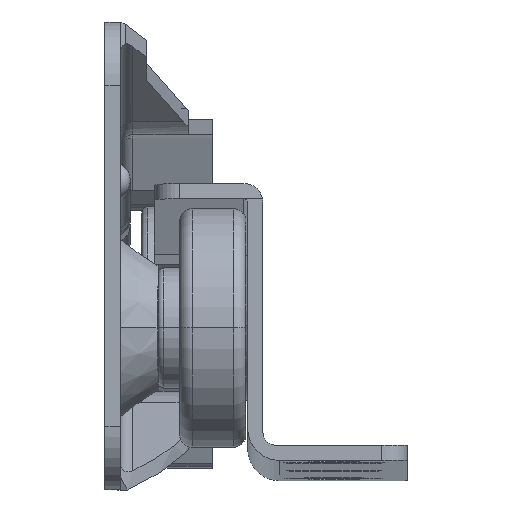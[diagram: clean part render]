
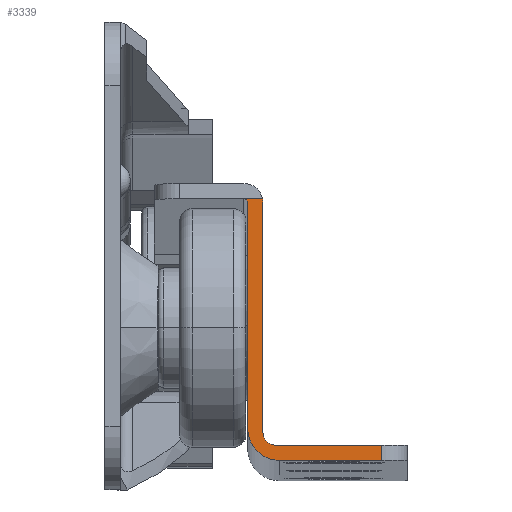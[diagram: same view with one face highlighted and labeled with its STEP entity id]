
A CAD part, top view. The second image highlights one B-rep face of the part: STEP entity #3339.
In plain terms, the highlighted face is planar.
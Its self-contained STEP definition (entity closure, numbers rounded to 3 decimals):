
#149 = EDGE_LOOP ( 'NONE', ( #3952, #11142, #5059, #427, #2971, #3466, #8722, #3411, #7463, #9126 ) ) ;
#427 = ORIENTED_EDGE ( 'NONE', *, *, #4854, .T. ) ;
#435 = CARTESIAN_POINT ( 'NONE',  ( 0., 19.197, 0. ) ) ;
#642 = CARTESIAN_POINT ( 'NONE',  ( 0., 19.298, 0. ) ) ;
#660 = VERTEX_POINT ( 'NONE', #7909 ) ;
#1055 = CARTESIAN_POINT ( 'NONE',  ( -1.2, 1.3, 0. ) ) ;
#1087 = VECTOR ( 'NONE', #11079, 1000. ) ;
#1145 = EDGE_CURVE ( 'NONE', #2001, #6902, #5062, .T. ) ;
#1168 = DIRECTION ( 'NONE',  ( 0., 1., 0. ) ) ;
#1324 = CARTESIAN_POINT ( 'NONE',  ( -1.5, 19.497, 0. ) ) ;
#1380 = CARTESIAN_POINT ( 'NONE',  ( 0., 1., 0. ) ) ;
#1493 = LINE ( 'NONE', #9153, #2340 ) ;
#1636 = CARTESIAN_POINT ( 'NONE',  ( -0.03, 19.497, 0. ) ) ;
#1818 = LINE ( 'NONE', #5572, #2298 ) ;
#1867 = VERTEX_POINT ( 'NONE', #1380 ) ;
#1906 = CARTESIAN_POINT ( 'NONE',  ( -1.2, 19.197, 0. ) ) ;
#2001 = VERTEX_POINT ( 'NONE', #7181 ) ;
#2298 = VECTOR ( 'NONE', #7955, 1000. ) ;
#2340 = VECTOR ( 'NONE', #8229, 1000. ) ;
#2520 = LINE ( 'NONE', #9182, #5056 ) ;
#2546 = DIRECTION ( 'NONE',  ( 0., 0., 1. ) ) ;
#2632 = LINE ( 'NONE', #11065, #8485 ) ;
#2683 = VERTEX_POINT ( 'NONE', #3069 ) ;
#2971 = ORIENTED_EDGE ( 'NONE', *, *, #5237, .T. ) ;
#3010 = EDGE_CURVE ( 'NONE', #6902, #3231, #2632, .T. ) ;
#3069 = CARTESIAN_POINT ( 'NONE',  ( -1.2, 19.197, 0. ) ) ;
#3231 = VERTEX_POINT ( 'NONE', #10876 ) ;
#3339 = ADVANCED_FACE ( 'NONE', ( #8436 ), #4528, .T. ) ;
#3411 = ORIENTED_EDGE ( 'NONE', *, *, #10327, .F. ) ;
#3428 = EDGE_CURVE ( 'NONE', #7910, #7654, #8378, .T. ) ;
#3466 = ORIENTED_EDGE ( 'NONE', *, *, #3428, .T. ) ;
#3834 = CIRCLE ( 'NONE', #10592, 1. ) ;
#3952 = ORIENTED_EDGE ( 'NONE', *, *, #5605, .T. ) ;
#4408 = CARTESIAN_POINT ( 'NONE',  ( -0.01, 19.398, 0. ) ) ;
#4473 = DIRECTION ( 'NONE',  ( 1., 0., 0. ) ) ;
#4528 = PLANE ( 'NONE',  #10895 ) ;
#4854 = EDGE_CURVE ( 'NONE', #3231, #1867, #3834, .T. ) ;
#5056 = VECTOR ( 'NONE', #7957, 1000. ) ;
#5059 = ORIENTED_EDGE ( 'NONE', *, *, #3010, .T. ) ;
#5062 = LINE ( 'NONE', #8840, #8220 ) ;
#5237 = EDGE_CURVE ( 'NONE', #1867, #7910, #8969, .T. ) ;
#5572 = CARTESIAN_POINT ( 'NONE',  ( 0., 19.497, 0. ) ) ;
#5605 = EDGE_CURVE ( 'NONE', #660, #2001, #2520, .T. ) ;
#5620 = CARTESIAN_POINT ( 'NONE',  ( -0.03, 19.497, 0. ) ) ;
#5883 = CIRCLE ( 'NONE', #8457, 2.5 ) ;
#6158 = VERTEX_POINT ( 'NONE', #1055 ) ;
#6665 = CARTESIAN_POINT ( 'NONE',  ( -1.2, 19.373, 0. ) ) ;
#6902 = VERTEX_POINT ( 'NONE', #8621 ) ;
#7123 = DIRECTION ( 'NONE',  ( 1., 0., 0. ) ) ;
#7181 = CARTESIAN_POINT ( 'NONE',  ( 9.4, -1.2, 0. ) ) ;
#7370 = VERTEX_POINT ( 'NONE', #1324 ) ;
#7463 = ORIENTED_EDGE ( 'NONE', *, *, #8798, .T. ) ;
#7654 = VERTEX_POINT ( 'NONE', #5620 ) ;
#7909 = CARTESIAN_POINT ( 'NONE',  ( 1.3, -1.2, 0. ) ) ;
#7910 = VERTEX_POINT ( 'NONE', #435 ) ;
#7955 = DIRECTION ( 'NONE',  ( 1., 0., 0. ) ) ;
#7957 = DIRECTION ( 'NONE',  ( 1., 0., 0. ) ) ;
#7986 =( BOUNDED_CURVE ( )  B_SPLINE_CURVE ( 3, ( #1906, #6665, #11371, #9333 ),
 .UNSPECIFIED., .F., .T. ) 
 B_SPLINE_CURVE_WITH_KNOTS ( ( 4, 4 ),
 ( 4.712, 6.283 ),
 .UNSPECIFIED. ) 
 CURVE ( )  GEOMETRIC_REPRESENTATION_ITEM ( )  RATIONAL_B_SPLINE_CURVE ( ( 1., 0.805, 0.805, 1. ) ) 
 REPRESENTATION_ITEM ( '' )  );
#8220 = VECTOR ( 'NONE', #1168, 1000. ) ;
#8229 = DIRECTION ( 'NONE',  ( 0., -1., 0. ) ) ;
#8378 =( BOUNDED_CURVE ( )  B_SPLINE_CURVE ( 3, ( #9122, #642, #4408, #1636 ),
 .UNSPECIFIED., .F., .T. ) 
 B_SPLINE_CURVE_WITH_KNOTS ( ( 4, 4 ),
 ( 1.571, 1.772 ),
 .UNSPECIFIED. ) 
 CURVE ( )  GEOMETRIC_REPRESENTATION_ITEM ( )  RATIONAL_B_SPLINE_CURVE ( ( 1., 0.997, 0.997, 1. ) ) 
 REPRESENTATION_ITEM ( '' )  );
#8436 = FACE_OUTER_BOUND ( 'NONE', #149, .T. ) ;
#8457 = AXIS2_PLACEMENT_3D ( 'NONE', #11034, #2546, #8977 ) ;
#8485 = VECTOR ( 'NONE', #9436, 1000. ) ;
#8621 = CARTESIAN_POINT ( 'NONE',  ( 9.4, 0., 0. ) ) ;
#8722 = ORIENTED_EDGE ( 'NONE', *, *, #9629, .F. ) ;
#8780 = EDGE_CURVE ( 'NONE', #6158, #660, #5883, .T. ) ;
#8798 = EDGE_CURVE ( 'NONE', #2683, #6158, #1493, .T. ) ;
#8840 = CARTESIAN_POINT ( 'NONE',  ( 9.4, 0., 0. ) ) ;
#8969 = LINE ( 'NONE', #10146, #1087 ) ;
#8977 = DIRECTION ( 'NONE',  ( 1., 0., 0. ) ) ;
#9049 = DIRECTION ( 'NONE',  ( 0., 0., -1. ) ) ;
#9122 = CARTESIAN_POINT ( 'NONE',  ( 0., 19.197, 0. ) ) ;
#9126 = ORIENTED_EDGE ( 'NONE', *, *, #8780, .T. ) ;
#9153 = CARTESIAN_POINT ( 'NONE',  ( -1.2, -1.2, 0. ) ) ;
#9182 = CARTESIAN_POINT ( 'NONE',  ( -1.2, -1.2, 0. ) ) ;
#9333 = CARTESIAN_POINT ( 'NONE',  ( -1.5, 19.497, 0. ) ) ;
#9436 = DIRECTION ( 'NONE',  ( -1., 0., 0. ) ) ;
#9629 = EDGE_CURVE ( 'NONE', #7370, #7654, #1818, .T. ) ;
#10126 = CARTESIAN_POINT ( 'NONE',  ( 0., 0., 0. ) ) ;
#10146 = CARTESIAN_POINT ( 'NONE',  ( 0., 20.7, 0. ) ) ;
#10327 = EDGE_CURVE ( 'NONE', #2683, #7370, #7986, .T. ) ;
#10592 = AXIS2_PLACEMENT_3D ( 'NONE', #10916, #9049, #7123 ) ;
#10876 = CARTESIAN_POINT ( 'NONE',  ( 1., 0., 0. ) ) ;
#10895 = AXIS2_PLACEMENT_3D ( 'NONE', #10126, #12215, #4473 ) ;
#10916 = CARTESIAN_POINT ( 'NONE',  ( 1., 1., 0. ) ) ;
#11034 = CARTESIAN_POINT ( 'NONE',  ( 1.3, 1.3, 0. ) ) ;
#11065 = CARTESIAN_POINT ( 'NONE',  ( 11.4, 0., 0. ) ) ;
#11079 = DIRECTION ( 'NONE',  ( 0., 1., 0. ) ) ;
#11142 = ORIENTED_EDGE ( 'NONE', *, *, #1145, .T. ) ;
#11371 = CARTESIAN_POINT ( 'NONE',  ( -1.324, 19.497, 0. ) ) ;
#12215 = DIRECTION ( 'NONE',  ( 0., 0., 1. ) ) ;
